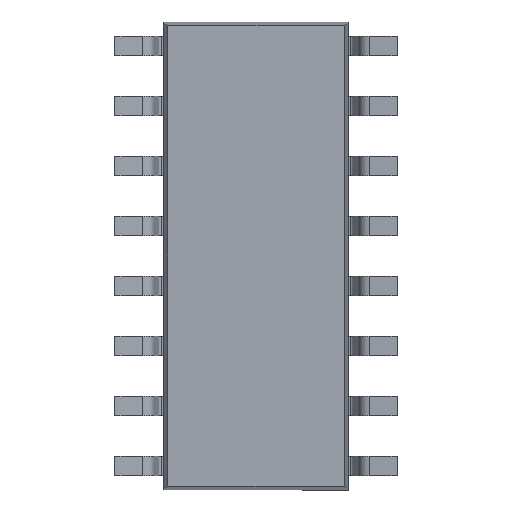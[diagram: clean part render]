
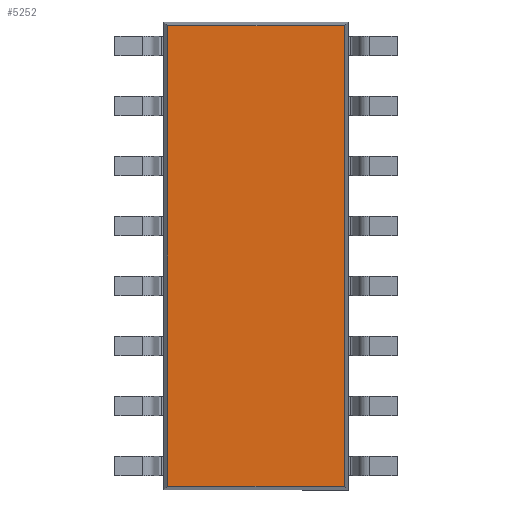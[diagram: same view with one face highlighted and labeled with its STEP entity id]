
A CAD part, front view. The second image highlights one B-rep face of the part: STEP entity #5252.
In plain terms, the highlighted planar face has unit normal (0, -1, 0).
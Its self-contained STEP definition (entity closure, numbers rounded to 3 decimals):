
#80 = EDGE_CURVE ( 'NONE', #6169, #5227, #1802, .T. ) ;
#91 = CARTESIAN_POINT ( 'NONE',  ( 0., 0.25, 4.87 ) ) ;
#248 = CARTESIAN_POINT ( 'NONE',  ( 1.87, 0.25, 0. ) ) ;
#278 = VECTOR ( 'NONE', #5995, 1000. ) ;
#490 = ORIENTED_EDGE ( 'NONE', *, *, #80, .T. ) ;
#526 = FACE_OUTER_BOUND ( 'NONE', #1359, .T. ) ;
#877 = LINE ( 'NONE', #5724, #6791 ) ;
#1017 = DIRECTION ( 'NONE',  ( -1., 0., 0. ) ) ;
#1359 = EDGE_LOOP ( 'NONE', ( #1887, #490, #7268, #6170 ) ) ;
#1377 = CARTESIAN_POINT ( 'NONE',  ( 1.87, 0.25, 4.87 ) ) ;
#1479 = VERTEX_POINT ( 'NONE', #6547 ) ;
#1744 = VECTOR ( 'NONE', #3620, 1000. ) ;
#1782 = EDGE_CURVE ( 'NONE', #5227, #2405, #2497, .T. ) ;
#1802 = LINE ( 'NONE', #4228, #278 ) ;
#1887 = ORIENTED_EDGE ( 'NONE', *, *, #4539, .T. ) ;
#1889 = DIRECTION ( 'NONE',  ( 0., -1., 0. ) ) ;
#2181 = DIRECTION ( 'NONE',  ( 1., 0., 0. ) ) ;
#2405 = VERTEX_POINT ( 'NONE', #1377 ) ;
#2497 = LINE ( 'NONE', #248, #1744 ) ;
#2814 = PLANE ( 'NONE',  #6698 ) ;
#3620 = DIRECTION ( 'NONE',  ( 0., 0., 1. ) ) ;
#4228 = CARTESIAN_POINT ( 'NONE',  ( 0., 0.25, -4.87 ) ) ;
#4401 = VECTOR ( 'NONE', #1017, 1000. ) ;
#4539 = EDGE_CURVE ( 'NONE', #1479, #6169, #877, .T. ) ;
#5227 = VERTEX_POINT ( 'NONE', #5960 ) ;
#5252 = ADVANCED_FACE ( 'NONE', ( #526 ), #2814, .T. ) ;
#5724 = CARTESIAN_POINT ( 'NONE',  ( -1.87, 0.25, 0. ) ) ;
#5960 = CARTESIAN_POINT ( 'NONE',  ( 1.87, 0.25, -4.87 ) ) ;
#5995 = DIRECTION ( 'NONE',  ( 1., 0., 0. ) ) ;
#6003 = LINE ( 'NONE', #91, #4401 ) ;
#6169 = VERTEX_POINT ( 'NONE', #6284 ) ;
#6170 = ORIENTED_EDGE ( 'NONE', *, *, #6862, .T. ) ;
#6284 = CARTESIAN_POINT ( 'NONE',  ( -1.87, 0.25, -4.87 ) ) ;
#6298 = DIRECTION ( 'NONE',  ( 0., 0., -1. ) ) ;
#6547 = CARTESIAN_POINT ( 'NONE',  ( -1.87, 0.25, 4.87 ) ) ;
#6698 = AXIS2_PLACEMENT_3D ( 'NONE', #6798, #1889, #2181 ) ;
#6791 = VECTOR ( 'NONE', #6298, 1000. ) ;
#6798 = CARTESIAN_POINT ( 'NONE',  ( 0., 0.25, 0. ) ) ;
#6862 = EDGE_CURVE ( 'NONE', #2405, #1479, #6003, .T. ) ;
#7268 = ORIENTED_EDGE ( 'NONE', *, *, #1782, .T. ) ;
